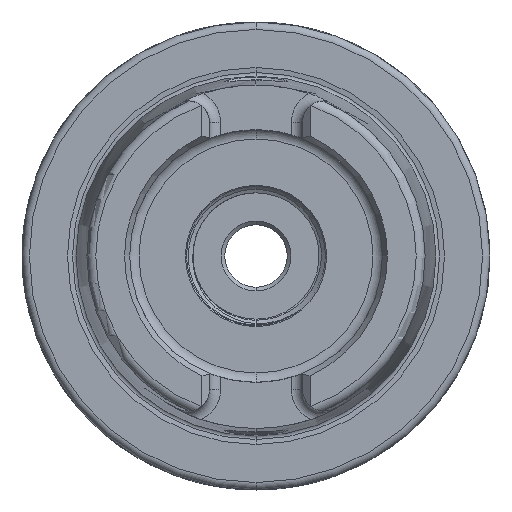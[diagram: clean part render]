
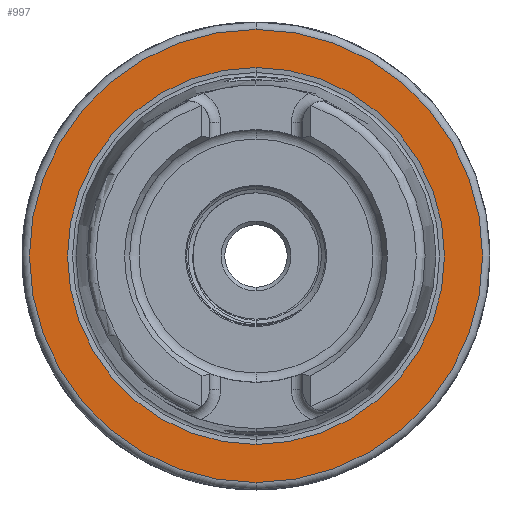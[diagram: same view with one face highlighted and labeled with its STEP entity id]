
A CAD part, left-side view. The second image highlights one B-rep face of the part: STEP entity #997.
In plain terms, the highlighted planar face has unit normal (-1, 0, 0).
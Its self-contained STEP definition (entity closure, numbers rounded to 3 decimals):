
#200 = VERTEX_POINT ( 'NONE', #21816 ) ;
#223 = VERTEX_POINT ( 'NONE', #21914 ) ;
#225 = VERTEX_POINT ( 'NONE', #21906 ) ;
#254 = VERTEX_POINT ( 'NONE', #21896 ) ;
#997 = ADVANCED_FACE ( 'NONE', ( #25309, #25340 ), #19278, .T. ) ;
#2536 = EDGE_CURVE ( 'NONE', #225, #223, #26709, .T. ) ;
#2537 = EDGE_CURVE ( 'NONE', #200, #254, #26725, .T. ) ;
#3935 = DIRECTION ( 'NONE',  ( -1., 0., 0. ) ) ;
#3942 = CARTESIAN_POINT ( 'NONE',  ( 0., 0., 0. ) ) ;
#3948 = DIRECTION ( 'NONE',  ( 0., 0., -1. ) ) ;
#3954 = DIRECTION ( 'NONE',  ( 0., 0., 1. ) ) ;
#3960 = DIRECTION ( 'NONE',  ( 1., 0., 0. ) ) ;
#3975 = CARTESIAN_POINT ( 'NONE',  ( 0., 0., 0. ) ) ;
#9456 = CARTESIAN_POINT ( 'NONE',  ( 0., 0., 0. ) ) ;
#15428 = DIRECTION ( 'NONE',  ( 1., 0., 0. ) ) ;
#15436 = CARTESIAN_POINT ( 'NONE',  ( 0., 0., 0. ) ) ;
#15446 = DIRECTION ( 'NONE',  ( 0., 0., -1. ) ) ;
#17087 = EDGE_CURVE ( 'NONE', #223, #225, #26165, .T. ) ;
#17252 = EDGE_CURVE ( 'NONE', #254, #200, #26322, .T. ) ;
#17614 = AXIS2_PLACEMENT_3D ( 'NONE', #19333, #19335, #19388 ) ;
#19278 = PLANE ( 'NONE',  #17614 ) ;
#19333 = CARTESIAN_POINT ( 'NONE',  ( 0., 25.369, 0. ) ) ;
#19335 = DIRECTION ( 'NONE',  ( -1., 0., 0. ) ) ;
#19388 = DIRECTION ( 'NONE',  ( 0., 0., 1. ) ) ;
#19406 = ORIENTED_EDGE ( 'NONE', *, *, #17087, .T. ) ;
#19466 = ORIENTED_EDGE ( 'NONE', *, *, #17252, .T. ) ;
#19474 = ORIENTED_EDGE ( 'NONE', *, *, #2537, .T. ) ;
#19548 = ORIENTED_EDGE ( 'NONE', *, *, #2536, .T. ) ;
#21816 = CARTESIAN_POINT ( 'NONE',  ( 0., 0., -25.369 ) ) ;
#21896 = CARTESIAN_POINT ( 'NONE',  ( 0., 0., 25.369 ) ) ;
#21906 = CARTESIAN_POINT ( 'NONE',  ( 0., 0., -30.5 ) ) ;
#21914 = CARTESIAN_POINT ( 'NONE',  ( 0., 0., 30.5 ) ) ;
#22914 = DIRECTION ( 'NONE',  ( -1., 0., 0. ) ) ;
#22928 = DIRECTION ( 'NONE',  ( 0., 0., 1. ) ) ;
#25309 = FACE_OUTER_BOUND ( 'NONE', #25861, .T. ) ;
#25340 = FACE_BOUND ( 'NONE', #25875, .T. ) ;
#25861 = EDGE_LOOP ( 'NONE', ( #19406, #19548 ) ) ;
#25875 = EDGE_LOOP ( 'NONE', ( #19466, #19474 ) ) ;
#26165 = CIRCLE ( 'NONE', #28406, 30.5 ) ;
#26322 = CIRCLE ( 'NONE', #28442, 25.369 ) ;
#26709 = CIRCLE ( 'NONE', #28634, 30.5 ) ;
#26725 = CIRCLE ( 'NONE', #28597, 25.369 ) ;
#28406 = AXIS2_PLACEMENT_3D ( 'NONE', #9456, #22914, #22928 ) ;
#28442 = AXIS2_PLACEMENT_3D ( 'NONE', #15436, #15428, #15446 ) ;
#28597 = AXIS2_PLACEMENT_3D ( 'NONE', #3975, #3960, #3948 ) ;
#28634 = AXIS2_PLACEMENT_3D ( 'NONE', #3942, #3935, #3954 ) ;
